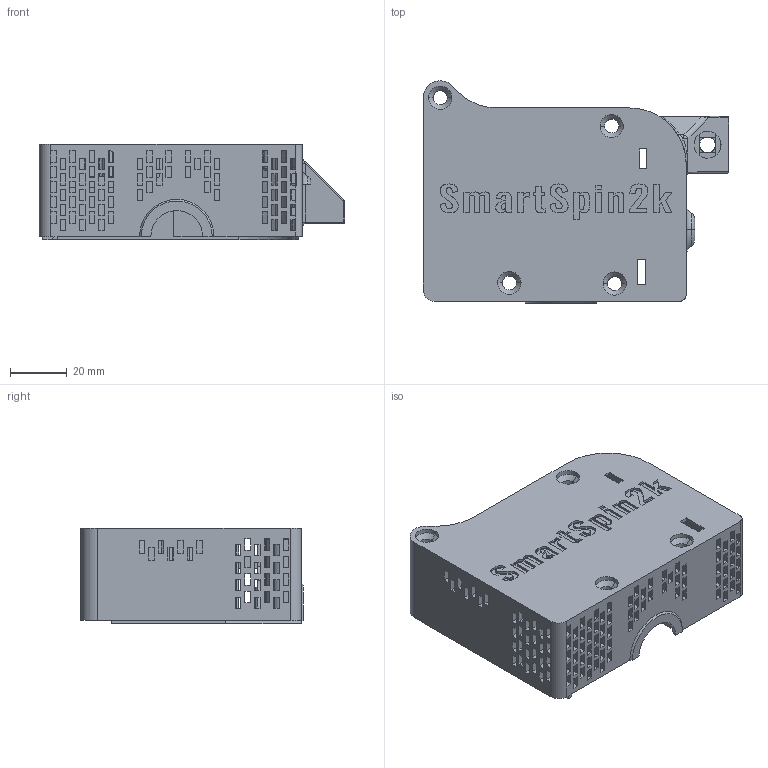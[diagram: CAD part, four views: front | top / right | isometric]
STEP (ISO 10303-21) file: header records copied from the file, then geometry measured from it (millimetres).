
FILE_DESCRIPTION (( 'STEP AP214' ), '1' );
FILE_NAME ('Body_Drawing_Right.STEP', '2024-05-04T20:34:31', ( '' ), ( '' ), 'SwSTEP 2.0', 'SolidWorks 2024', '' );
FILE_SCHEMA (( 'AUTOMOTIVE_DESIGN' ));
Length unit declared in the file: millimetre
Products named in the file (1): Body_Drawing_Right
Bounding box: 108 x 78.59 x 33.9 mm (x, y, z)
Volume: 53496.8 mm3; surface area: 45539.4 mm2
Topology: 1 solids, 1 shells, 1032 faces, 3083 edges, 2021 vertices
Faces by surface type: plane 817, bspline 95, cylinder 87, cone 15, torus 13, sphere 5
Entity records: 38675 total; most frequent: CARTESIAN_POINT 11000, ORIENTED_EDGE 6158, DIRECTION 4953, EDGE_CURVE 3079, LINE 2577, VECTOR 2577, VERTEX_POINT 2021, EDGE_LOOP 1294
